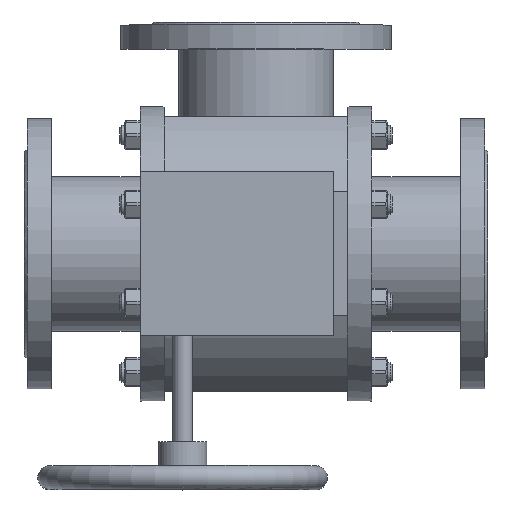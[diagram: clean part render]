
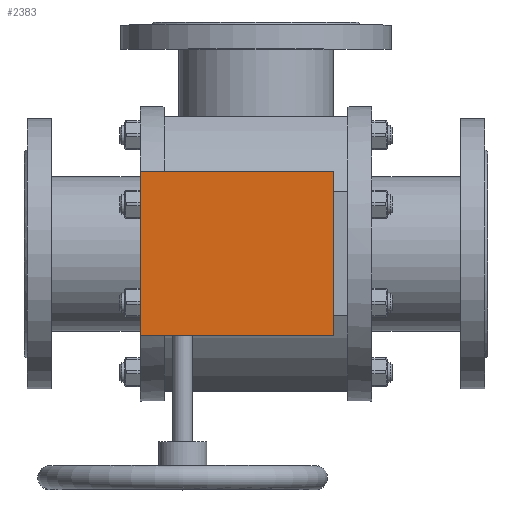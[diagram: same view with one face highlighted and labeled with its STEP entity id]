
A CAD part, top view. The second image highlights one B-rep face of the part: STEP entity #2383.
In plain terms, the highlighted planar face has unit normal (0, 0, 1).
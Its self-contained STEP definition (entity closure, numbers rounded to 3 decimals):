
#385=PLANE('',#10166);
#749=FACE_OUTER_BOUND('',#4395,.T.);
#1294=LINE('',#16160,#1850);
#1297=LINE('',#16166,#1853);
#1300=LINE('',#16172,#1856);
#1303=LINE('',#16180,#1859);
#1850=VECTOR('',#12735,1.);
#1853=VECTOR('',#12740,1.);
#1856=VECTOR('',#12745,1.);
#1859=VECTOR('',#12754,1.);
#2383=ADVANCED_FACE('',(#749),#385,.T.);
#4395=EDGE_LOOP('',(#6783,#6784,#6785,#6786));
#6783=ORIENTED_EDGE('',*,*,#9054,.F.);
#6784=ORIENTED_EDGE('',*,*,#9064,.T.);
#6785=ORIENTED_EDGE('',*,*,#9060,.T.);
#6786=ORIENTED_EDGE('',*,*,#9057,.F.);
#7816=VERTEX_POINT('',#16159);
#7817=VERTEX_POINT('',#16161);
#7819=VERTEX_POINT('',#16167);
#7821=VERTEX_POINT('',#16173);
#9054=EDGE_CURVE('',#7816,#7817,#1294,.T.);
#9057=EDGE_CURVE('',#7817,#7819,#1297,.T.);
#9060=EDGE_CURVE('',#7821,#7819,#1300,.T.);
#9064=EDGE_CURVE('',#7816,#7821,#1303,.T.);
#10166=AXIS2_PLACEMENT_3D('',#16182,#12757,#12758);
#12735=DIRECTION('',(0.,1.,0.));
#12740=DIRECTION('',(1.,0.,0.));
#12745=DIRECTION('',(0.,1.,0.));
#12754=DIRECTION('',(1.,0.,0.));
#12757=DIRECTION('',(0.,0.,1.));
#12758=DIRECTION('',(0.,-1.,0.));
#16159=CARTESIAN_POINT('',(-25.,-85.,321.5));
#16160=CARTESIAN_POINT('',(-25.,-85.,321.5));
#16161=CARTESIAN_POINT('',(-25.,85.,321.5));
#16166=CARTESIAN_POINT('',(-25.,85.,321.5));
#16167=CARTESIAN_POINT('',(175.,85.,321.5));
#16172=CARTESIAN_POINT('',(175.,-85.,321.5));
#16173=CARTESIAN_POINT('',(175.,-85.,321.5));
#16180=CARTESIAN_POINT('',(-25.,-85.,321.5));
#16182=CARTESIAN_POINT('',(-25.,-85.,321.5));
